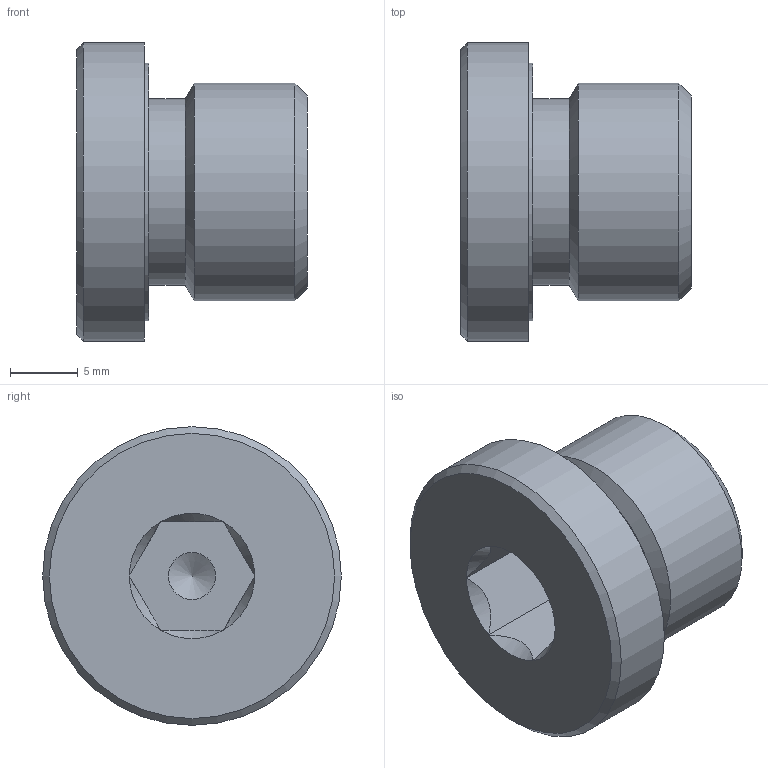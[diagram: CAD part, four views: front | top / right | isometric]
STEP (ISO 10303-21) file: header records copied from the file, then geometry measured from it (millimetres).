
FILE_DESCRIPTION(/* description */ (''),/* implementation_level */ '2;1');
FILE_NAME(/* name */ 'vsti_16x1_5_es.stp',/* time_stamp */ '2019-08-27T12:00:55+02:00',/* author */ ('leitheußer'),/* organization */ (''),/* preprocessor_version */ 'ST-DEVELOPER v15.6',/* originating_system */ 'Autodesk Inventor LT ',/* authorisation */ '');
FILE_SCHEMA (('AUTOMOTIVE_DESIGN { 1 0 10303 214 3 1 1 }'));
Length unit declared in the file: millimetre
Products named in the file (1): VST-M_16x1.5-wd
Bounding box: 17 x 22 x 22 mm (x, y, z)
Volume: 3558.3 mm3; surface area: 2041.1 mm2
Topology: 1 solids, 1 shells, 26 faces, 49 edges, 28 vertices
Faces by surface type: cone 11, plane 11, cylinder 4
Full cylindrical faces by diameter (mm): 13.7 x1, 16 x1, 19 x1, 22 x1
Entity records: 1207 total; most frequent: CARTESIAN_POINT 699, DIRECTION 102, ORIENTED_EDGE 72, AXIS2_PLACEMENT_3D 45, EDGE_LOOP 38, EDGE_CURVE 36, FACE_OUTER_BOUND 26, ADVANCED_FACE 26
